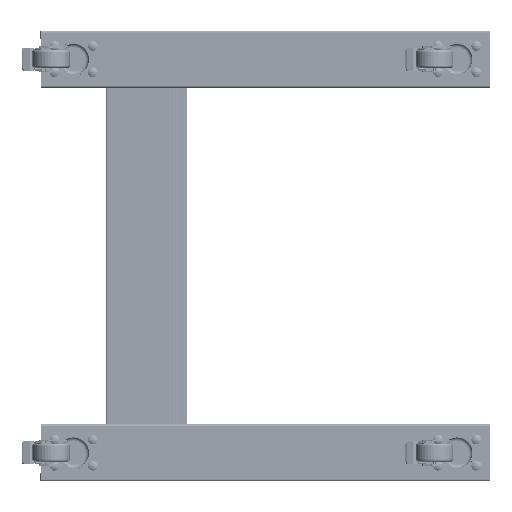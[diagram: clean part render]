
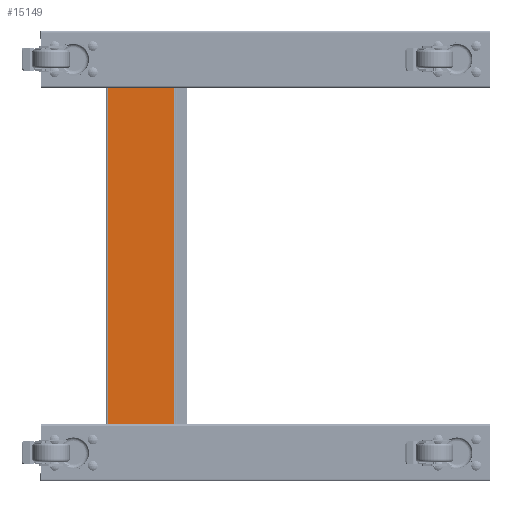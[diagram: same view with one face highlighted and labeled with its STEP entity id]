
A CAD part, front view. The second image highlights one B-rep face of the part: STEP entity #15149.
In plain terms, the highlighted planar face has unit normal (0, -1, 0).
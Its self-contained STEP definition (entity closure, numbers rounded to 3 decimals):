
#649 = VERTEX_POINT ( 'NONE', #9152 ) ;
#915 = AXIS2_PLACEMENT_3D ( 'NONE', #2152, #41530, #21066 ) ;
#1233 = CARTESIAN_POINT ( 'NONE',  ( -300., -1.4, -42.1 ) ) ;
#2039 = EDGE_CURVE ( 'NONE', #53220, #17812, #60512, .T. ) ;
#2152 = CARTESIAN_POINT ( 'NONE',  ( 259., -1.4, 2. ) ) ;
#3718 = DIRECTION ( 'NONE',  ( 0., 0., -1. ) ) ;
#4463 = AXIS2_PLACEMENT_3D ( 'NONE', #24504, #83181, #25071 ) ;
#4986 = CARTESIAN_POINT ( 'NONE',  ( 235., -1.4, 8.3 ) ) ;
#6655 = CARTESIAN_POINT ( 'NONE',  ( 300., -1.4, -45. ) ) ;
#8005 = CIRCLE ( 'NONE', #22785, 6.3 ) ;
#8330 = DIRECTION ( 'NONE',  ( 1., 0., 0. ) ) ;
#9152 = CARTESIAN_POINT ( 'NONE',  ( -300., -1.4, -42.1 ) ) ;
#10871 = ORIENTED_EDGE ( 'NONE', *, *, #28777, .T. ) ;
#11592 = CARTESIAN_POINT ( 'NONE',  ( 235., -1.4, 2. ) ) ;
#11634 = EDGE_LOOP ( 'NONE', ( #29984, #20798 ) ) ;
#12152 = ORIENTED_EDGE ( 'NONE', *, *, #44413, .T. ) ;
#12960 = LINE ( 'NONE', #6655, #28319 ) ;
#13276 = DIRECTION ( 'NONE',  ( 0., 0., 1. ) ) ;
#13558 = CARTESIAN_POINT ( 'NONE',  ( -300., -1.4, -45. ) ) ;
#14171 = LINE ( 'NONE', #13558, #33594 ) ;
#15149 = ADVANCED_FACE ( 'NONE', ( #51406, #58587, #21756, #63726, #41113 ), #64128, .F. ) ;
#15531 = DIRECTION ( 'NONE',  ( 0., 1., 0. ) ) ;
#15721 = CARTESIAN_POINT ( 'NONE',  ( -235., -1.4, 2. ) ) ;
#17302 = DIRECTION ( 'NONE',  ( 0., 1., 0. ) ) ;
#17389 = ORIENTED_EDGE ( 'NONE', *, *, #74776, .T. ) ;
#17812 = VERTEX_POINT ( 'NONE', #4986 ) ;
#20798 = ORIENTED_EDGE ( 'NONE', *, *, #2039, .T. ) ;
#21000 = DIRECTION ( 'NONE',  ( 0., 0., 1. ) ) ;
#21066 = DIRECTION ( 'NONE',  ( 0., 0., 1. ) ) ;
#21756 = FACE_BOUND ( 'NONE', #40333, .T. ) ;
#22785 = AXIS2_PLACEMENT_3D ( 'NONE', #11592, #24469, #83413 ) ;
#23439 = EDGE_CURVE ( 'NONE', #17812, #53220, #8005, .T. ) ;
#23559 = EDGE_CURVE ( 'NONE', #649, #56584, #14171, .T. ) ;
#23817 = ORIENTED_EDGE ( 'NONE', *, *, #78788, .T. ) ;
#23863 = VERTEX_POINT ( 'NONE', #74475 ) ;
#24469 = DIRECTION ( 'NONE',  ( 0., 1., 0. ) ) ;
#24504 = CARTESIAN_POINT ( 'NONE',  ( -259., -1.4, 2. ) ) ;
#24544 = EDGE_CURVE ( 'NONE', #66274, #32031, #12960, .T. ) ;
#24775 = DIRECTION ( 'NONE',  ( 0., 0., 1. ) ) ;
#24976 = CARTESIAN_POINT ( 'NONE',  ( 0., -1.4, 0. ) ) ;
#25071 = DIRECTION ( 'NONE',  ( 0., 0., 1. ) ) ;
#25870 = DIRECTION ( 'NONE',  ( 0., 0., 1. ) ) ;
#26030 = VERTEX_POINT ( 'NONE', #36421 ) ;
#27802 = VECTOR ( 'NONE', #54467, 1000. ) ;
#28319 = VECTOR ( 'NONE', #3718, 1000. ) ;
#28571 = DIRECTION ( 'NONE',  ( 0., 1., 0. ) ) ;
#28777 = EDGE_CURVE ( 'NONE', #73385, #42480, #57510, .T. ) ;
#29389 = AXIS2_PLACEMENT_3D ( 'NONE', #31870, #63920, #24775 ) ;
#29984 = ORIENTED_EDGE ( 'NONE', *, *, #23439, .T. ) ;
#30416 = DIRECTION ( 'NONE',  ( 0., 0., 1. ) ) ;
#31486 = AXIS2_PLACEMENT_3D ( 'NONE', #66978, #15531, #80770 ) ;
#31870 = CARTESIAN_POINT ( 'NONE',  ( -235., -1.4, 2. ) ) ;
#32031 = VERTEX_POINT ( 'NONE', #80971 ) ;
#32739 = ORIENTED_EDGE ( 'NONE', *, *, #33192, .T. ) ;
#33192 = EDGE_CURVE ( 'NONE', #42480, #73385, #40287, .T. ) ;
#33594 = VECTOR ( 'NONE', #13276, 1000. ) ;
#36421 = CARTESIAN_POINT ( 'NONE',  ( -235., -1.4, -4.3 ) ) ;
#36470 = ORIENTED_EDGE ( 'NONE', *, *, #23559, .F. ) ;
#37926 = AXIS2_PLACEMENT_3D ( 'NONE', #47538, #47267, #21000 ) ;
#39004 = VECTOR ( 'NONE', #8330, 1000. ) ;
#40287 = CIRCLE ( 'NONE', #31486, 0.5 ) ;
#40333 = EDGE_LOOP ( 'NONE', ( #56363, #42023 ) ) ;
#41113 = FACE_OUTER_BOUND ( 'NONE', #47792, .T. ) ;
#41135 = CARTESIAN_POINT ( 'NONE',  ( 259., -1.4, 2.5 ) ) ;
#41530 = DIRECTION ( 'NONE',  ( 0., 1., 0. ) ) ;
#41711 = CIRCLE ( 'NONE', #71345, 6.3 ) ;
#42023 = ORIENTED_EDGE ( 'NONE', *, *, #64357, .T. ) ;
#42480 = VERTEX_POINT ( 'NONE', #78772 ) ;
#43700 = DIRECTION ( 'NONE',  ( 0., 0., 1. ) ) ;
#44413 = EDGE_CURVE ( 'NONE', #649, #32031, #64720, .T. ) ;
#44924 = VERTEX_POINT ( 'NONE', #65460 ) ;
#47267 = DIRECTION ( 'NONE',  ( 0., 1., 0. ) ) ;
#47538 = CARTESIAN_POINT ( 'NONE',  ( 235., -1.4, 2. ) ) ;
#47742 = CARTESIAN_POINT ( 'NONE',  ( 235., -1.4, -4.3 ) ) ;
#47792 = EDGE_LOOP ( 'NONE', ( #12152, #59656, #23817, #36470 ) ) ;
#50738 = AXIS2_PLACEMENT_3D ( 'NONE', #24976, #17302, #30416 ) ;
#51406 = FACE_BOUND ( 'NONE', #54105, .T. ) ;
#53220 = VERTEX_POINT ( 'NONE', #47742 ) ;
#54105 = EDGE_LOOP ( 'NONE', ( #10871, #32739 ) ) ;
#54467 = DIRECTION ( 'NONE',  ( -1., 0., 0. ) ) ;
#56363 = ORIENTED_EDGE ( 'NONE', *, *, #81410, .T. ) ;
#56584 = VERTEX_POINT ( 'NONE', #68919 ) ;
#56723 = CARTESIAN_POINT ( 'NONE',  ( -259., -1.4, 2.5 ) ) ;
#57360 = CARTESIAN_POINT ( 'NONE',  ( 300., -1.4, 46.1 ) ) ;
#57510 = CIRCLE ( 'NONE', #4463, 0.5 ) ;
#58587 = FACE_BOUND ( 'NONE', #62618, .T. ) ;
#58604 = AXIS2_PLACEMENT_3D ( 'NONE', #77984, #65301, #25870 ) ;
#59486 = LINE ( 'NONE', #67868, #27802 ) ;
#59656 = ORIENTED_EDGE ( 'NONE', *, *, #24544, .F. ) ;
#59974 = CIRCLE ( 'NONE', #58604, 0.5 ) ;
#60512 = CIRCLE ( 'NONE', #37926, 6.3 ) ;
#62618 = EDGE_LOOP ( 'NONE', ( #70388, #17389 ) ) ;
#63726 = FACE_BOUND ( 'NONE', #11634, .T. ) ;
#63920 = DIRECTION ( 'NONE',  ( 0., 1., 0. ) ) ;
#64128 = PLANE ( 'NONE',  #50738 ) ;
#64357 = EDGE_CURVE ( 'NONE', #26030, #23863, #79986, .T. ) ;
#64720 = LINE ( 'NONE', #1233, #39004 ) ;
#65245 = VERTEX_POINT ( 'NONE', #41135 ) ;
#65301 = DIRECTION ( 'NONE',  ( 0., 1., 0. ) ) ;
#65460 = CARTESIAN_POINT ( 'NONE',  ( 259., -1.4, 1.5 ) ) ;
#66274 = VERTEX_POINT ( 'NONE', #57360 ) ;
#66978 = CARTESIAN_POINT ( 'NONE',  ( -259., -1.4, 2. ) ) ;
#67868 = CARTESIAN_POINT ( 'NONE',  ( 300., -1.4, 46.1 ) ) ;
#68919 = CARTESIAN_POINT ( 'NONE',  ( -300., -1.4, 46.1 ) ) ;
#70388 = ORIENTED_EDGE ( 'NONE', *, *, #76410, .T. ) ;
#71345 = AXIS2_PLACEMENT_3D ( 'NONE', #15721, #28571, #43700 ) ;
#73385 = VERTEX_POINT ( 'NONE', #56723 ) ;
#74475 = CARTESIAN_POINT ( 'NONE',  ( -235., -1.4, 8.3 ) ) ;
#74776 = EDGE_CURVE ( 'NONE', #44924, #65245, #80696, .T. ) ;
#76410 = EDGE_CURVE ( 'NONE', #65245, #44924, #59974, .T. ) ;
#77984 = CARTESIAN_POINT ( 'NONE',  ( 259., -1.4, 2. ) ) ;
#78772 = CARTESIAN_POINT ( 'NONE',  ( -259., -1.4, 1.5 ) ) ;
#78788 = EDGE_CURVE ( 'NONE', #66274, #56584, #59486, .T. ) ;
#79986 = CIRCLE ( 'NONE', #29389, 6.3 ) ;
#80696 = CIRCLE ( 'NONE', #915, 0.5 ) ;
#80770 = DIRECTION ( 'NONE',  ( 0., 0., 1. ) ) ;
#80971 = CARTESIAN_POINT ( 'NONE',  ( 300., -1.4, -42.1 ) ) ;
#81410 = EDGE_CURVE ( 'NONE', #23863, #26030, #41711, .T. ) ;
#83181 = DIRECTION ( 'NONE',  ( 0., 1., 0. ) ) ;
#83413 = DIRECTION ( 'NONE',  ( 0., 0., 1. ) ) ;
